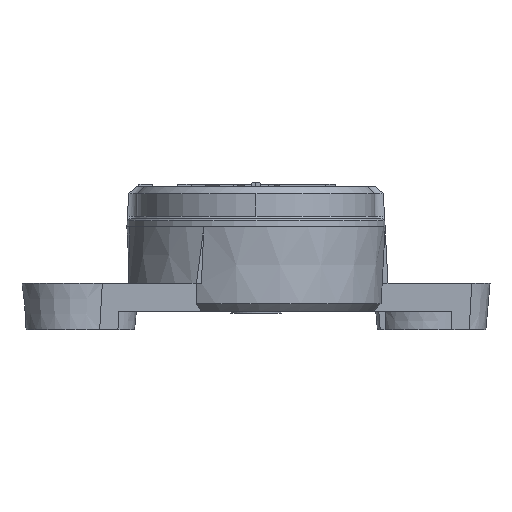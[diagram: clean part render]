
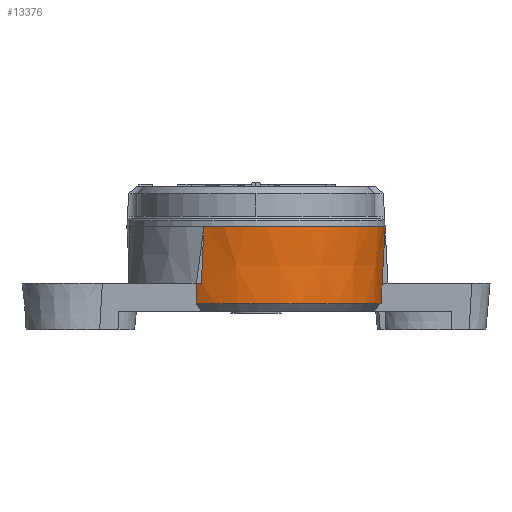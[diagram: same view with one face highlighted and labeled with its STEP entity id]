
A CAD part, left-side view. The second image highlights one B-rep face of the part: STEP entity #13376.
In plain terms, the highlighted conical face has half-angle 3 degrees and reference radius 13.786 mm.
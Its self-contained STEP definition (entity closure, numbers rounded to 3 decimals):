
#20 = EDGE_CURVE ( 'NONE', #13951, #70726, #5739, .T. ) ;
#5450 = DIRECTION ( 'NONE',  ( 1., 0., 0. ) ) ;
#5739 = CIRCLE ( 'NONE', #75580, 13.472 ) ;
#6230 = CIRCLE ( 'NONE', #46945, 13.356 ) ;
#7660 = DIRECTION ( 'NONE',  ( -1., 0., 0. ) ) ;
#7946 = ORIENTED_EDGE ( 'NONE', *, *, #63200, .F. ) ;
#8210 = FACE_OUTER_BOUND ( 'NONE', #62167, .T. ) ;
#8512 = CARTESIAN_POINT ( 'NONE',  ( 0., -13.356, 0.791 ) ) ;
#9660 = DIRECTION ( 'NONE',  ( 0., 0.052, -0.999 ) ) ;
#11222 = EDGE_CURVE ( 'NONE', #89035, #70726, #25940, .T. ) ;
#13376 = ADVANCED_FACE ( 'NONE', ( #8210 ), #27907, .T. ) ;
#13951 = VERTEX_POINT ( 'NONE', #35337 ) ;
#17594 = AXIS2_PLACEMENT_3D ( 'NONE', #86647, #32411, #52010 ) ;
#20191 = EDGE_CURVE ( 'NONE', #78110, #32441, #65603, .T. ) ;
#20527 = CARTESIAN_POINT ( 'NONE',  ( -12.611, 5.57, 9. ) ) ;
#21451 = CARTESIAN_POINT ( 'NONE',  ( -12.611, 5.57, 9. ) ) ;
#25178 = ORIENTED_EDGE ( 'NONE', *, *, #26416, .T. ) ;
#25940 =( BOUNDED_CURVE ( )  B_SPLINE_CURVE ( 3, ( #75159, #83360, #34579, #89728 ),
 .UNSPECIFIED., .F., .T. ) 
 B_SPLINE_CURVE_WITH_KNOTS ( ( 4, 4 ),
 ( 4.424, 4.437 ),
 .UNSPECIFIED. ) 
 CURVE ( )  GEOMETRIC_REPRESENTATION_ITEM ( )  RATIONAL_B_SPLINE_CURVE ( ( 1., 1., 1., 1. ) ) 
 REPRESENTATION_ITEM ( '' )  );
#26416 = EDGE_CURVE ( 'NONE', #32441, #13951, #62213, .T. ) ;
#27287 = CARTESIAN_POINT ( 'NONE',  ( 0., 0., 3. ) ) ;
#27907 = CONICAL_SURFACE ( 'NONE', #36677, 13.786, 0.052 ) ;
#28302 = CARTESIAN_POINT ( 'NONE',  ( -12.3, 5.746, 4.97 ) ) ;
#32411 = DIRECTION ( 'NONE',  ( 0., 0., -1. ) ) ;
#32441 = VERTEX_POINT ( 'NONE', #20527 ) ;
#34579 = CARTESIAN_POINT ( 'NONE',  ( -11.838, 6.349, 2.262 ) ) ;
#35337 = CARTESIAN_POINT ( 'NONE',  ( -12.145, 5.829, 3. ) ) ;
#35591 = CARTESIAN_POINT ( 'NONE',  ( 0., -13.786, 9. ) ) ;
#36677 = AXIS2_PLACEMENT_3D ( 'NONE', #89338, #79699, #37310 ) ;
#37282 = ORIENTED_EDGE ( 'NONE', *, *, #61452, .F. ) ;
#37310 = DIRECTION ( 'NONE',  ( 1., 0., 0. ) ) ;
#42740 = CARTESIAN_POINT ( 'NONE',  ( -11.897, 6.32, 3. ) ) ;
#44839 = ORIENTED_EDGE ( 'NONE', *, *, #20, .T. ) ;
#46945 = AXIS2_PLACEMENT_3D ( 'NONE', #84634, #70099, #7660 ) ;
#49241 = CARTESIAN_POINT ( 'NONE',  ( -12.145, 5.829, 3. ) ) ;
#52010 = DIRECTION ( 'NONE',  ( 1., 0., 0. ) ) ;
#53738 = ORIENTED_EDGE ( 'NONE', *, *, #11222, .F. ) ;
#60511 = ORIENTED_EDGE ( 'NONE', *, *, #20191, .T. ) ;
#61452 = EDGE_CURVE ( 'NONE', #72994, #89035, #6230, .T. ) ;
#62167 = EDGE_LOOP ( 'NONE', ( #7946, #60511, #25178, #44839, #53738, #37282 ) ) ;
#62213 = B_SPLINE_CURVE_WITH_KNOTS ( 'NONE', 3,
 ( #21451, #77511, #28302, #49241 ),
 .UNSPECIFIED., .F., .F.,
 ( 4, 4 ),
 ( 0., 1. ),
 .UNSPECIFIED. ) ;
#63200 = EDGE_CURVE ( 'NONE', #78110, #72994, #87102, .T. ) ;
#65603 = CIRCLE ( 'NONE', #17594, 13.786 ) ;
#66025 = VECTOR ( 'NONE', #9660, 1000. ) ;
#70099 = DIRECTION ( 'NONE',  ( 0., 0., -1. ) ) ;
#70726 = VERTEX_POINT ( 'NONE', #42740 ) ;
#72994 = VERTEX_POINT ( 'NONE', #8512 ) ;
#73024 = CARTESIAN_POINT ( 'NONE',  ( 0., -13.786, 9. ) ) ;
#75159 = CARTESIAN_POINT ( 'NONE',  ( -11.719, 6.407, 0.791 ) ) ;
#75580 = AXIS2_PLACEMENT_3D ( 'NONE', #27287, #76060, #5450 ) ;
#76060 = DIRECTION ( 'NONE',  ( 0., 0., -1. ) ) ;
#77511 = CARTESIAN_POINT ( 'NONE',  ( -12.455, 5.659, 6.97 ) ) ;
#78110 = VERTEX_POINT ( 'NONE', #35591 ) ;
#79699 = DIRECTION ( 'NONE',  ( 0., 0., 1. ) ) ;
#83360 = CARTESIAN_POINT ( 'NONE',  ( -11.778, 6.378, 1.526 ) ) ;
#84634 = CARTESIAN_POINT ( 'NONE',  ( 0., 0., 0.791 ) ) ;
#86647 = CARTESIAN_POINT ( 'NONE',  ( 0., 0., 9. ) ) ;
#87102 = LINE ( 'NONE', #73024, #66025 ) ;
#88354 = CARTESIAN_POINT ( 'NONE',  ( -11.719, 6.407, 0.791 ) ) ;
#89035 = VERTEX_POINT ( 'NONE', #88354 ) ;
#89338 = CARTESIAN_POINT ( 'NONE',  ( 0., 0., 9. ) ) ;
#89728 = CARTESIAN_POINT ( 'NONE',  ( -11.897, 6.32, 3. ) ) ;
